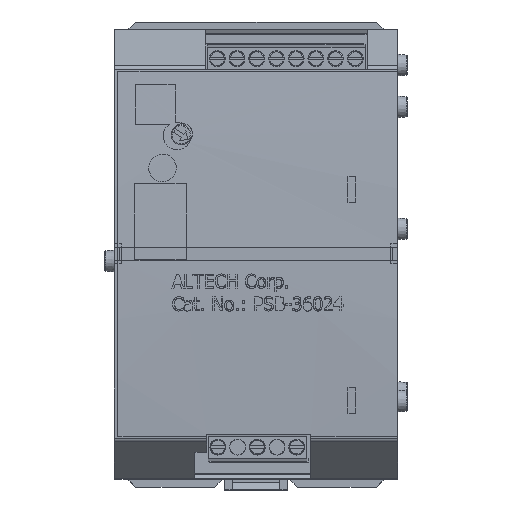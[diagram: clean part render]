
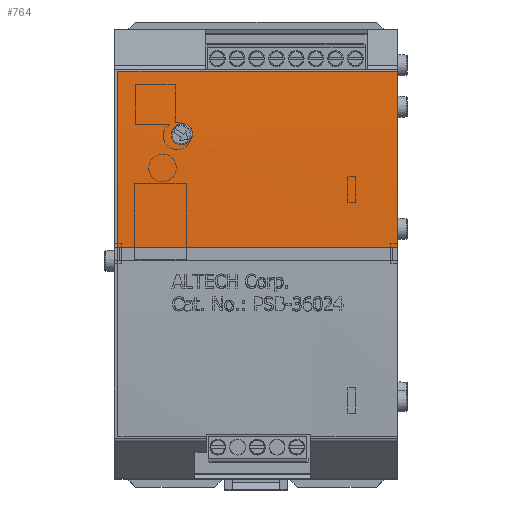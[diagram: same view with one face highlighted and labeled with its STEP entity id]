
A CAD part, top view. The second image highlights one B-rep face of the part: STEP entity #764.
In plain terms, the highlighted cylindrical face has radius 563.879 mm (diameter 1127.76 mm), a partial arc.
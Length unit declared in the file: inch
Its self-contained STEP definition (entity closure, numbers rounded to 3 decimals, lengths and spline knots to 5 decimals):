
#81=CARTESIAN_POINT('',(-0.82527,1.26685,5.20377));
#82=VERTEX_POINT('',#81);
#135=CARTESIAN_POINT('',(-0.69476,1.12094,5.21119));
#136=VERTEX_POINT('',#135);
#143=CARTESIAN_POINT('',(-0.75231,1.29921,5.20199));
#144=VERTEX_POINT('',#143);
#145=CARTESIAN_POINT('',(-0.75231,1.29921,5.20199));
#146=CARTESIAN_POINT('',(-0.73995,1.29921,5.20199));
#147=CARTESIAN_POINT('',(-0.72677,1.29674,5.20213));
#148=CARTESIAN_POINT('',(-0.70253,1.2867,5.20269));
#149=CARTESIAN_POINT('',(-0.69147,1.27913,5.2031));
#150=CARTESIAN_POINT('',(-0.67399,1.26166,5.20405));
#151=CARTESIAN_POINT('',(-0.66641,1.25059,5.20465));
#152=CARTESIAN_POINT('',(-0.65636,1.22633,5.20593));
#153=CARTESIAN_POINT('',(-0.65389,1.21315,5.20661));
#154=CARTESIAN_POINT('',(-0.65389,1.18843,5.20788));
#155=CARTESIAN_POINT('',(-0.65636,1.17525,5.20854));
#156=CARTESIAN_POINT('',(-0.6664,1.15099,5.20974));
#157=CARTESIAN_POINT('',(-0.67398,1.13992,5.21028));
#158=CARTESIAN_POINT('',(-0.68637,1.12753,5.21087));
#159=CARTESIAN_POINT('',(-0.6904,1.12408,5.21104));
#160=CARTESIAN_POINT('',(-0.69476,1.12094,5.21119));
#161=B_SPLINE_CURVE_WITH_KNOTS('',3,(#145,#146,#147,#148,#149,#150,#151,#152,#153,#154,#155,#156,#157,#158,#159,#160),.UNSPECIFIED.,.F.,.U.,(4,2,2,2,2,2,2,4),(-1.50773,-1.41357,-1.3194,-1.22509,-1.13078,-1.03649,-0.9422,-0.90295),.UNSPECIFIED.);
#162=EDGE_CURVE('',#144,#136,#161,.T.);
#164=CARTESIAN_POINT('',(-0.82527,1.26685,5.20377));
#165=CARTESIAN_POINT('',(-0.82416,1.26807,5.2037));
#166=CARTESIAN_POINT('',(-0.82303,1.26926,5.20364));
#167=CARTESIAN_POINT('',(-0.81315,1.27913,5.2031));
#168=CARTESIAN_POINT('',(-0.80209,1.2867,5.20269));
#169=CARTESIAN_POINT('',(-0.77785,1.29674,5.20213));
#170=CARTESIAN_POINT('',(-0.76467,1.29921,5.20199));
#171=CARTESIAN_POINT('',(-0.75231,1.29921,5.20199));
#172=B_SPLINE_CURVE_WITH_KNOTS('',3,(#164,#165,#166,#167,#168,#169,#170,#171),.UNSPECIFIED.,.F.,.U.,(4,2,2,4),(-0.20069,-0.18833,-0.09417,0.0),.UNSPECIFIED.);
#173=EDGE_CURVE('',#82,#144,#172,.T.);
#693=CARTESIAN_POINT('',(-0.01969,0.06693,-16.96372));
#694=DIRECTION('',(1.0,0.0,0.0));
#695=DIRECTION('',(0.0,0.08,0.997));
#696=AXIS2_PLACEMENT_3D('',#693,#694,#695);
#697=CYLINDRICAL_SURFACE('',#696,22.19994);
#698=CARTESIAN_POINT('',(-1.39764,1.82035,5.16687));
#699=VERTEX_POINT('',#698);
#700=CARTESIAN_POINT('',(-1.39764,0.06693,5.23622));
#701=VERTEX_POINT('',#700);
#702=CARTESIAN_POINT('',(-1.39764,0.06693,-16.96372));
#703=DIRECTION('',(1.0,0.0,0.0));
#704=DIRECTION('',(0.0,0.08,0.997));
#705=AXIS2_PLACEMENT_3D('',#702,#703,#704);
#706=CIRCLE('',#705,22.19994);
#707=EDGE_CURVE('',#699,#701,#706,.T.);
#708=ORIENTED_EDGE('',*,*,#707,.T.);
#709=CARTESIAN_POINT('',(1.39231,0.06693,5.23622));
#710=VERTEX_POINT('',#709);
#711=CARTESIAN_POINT('',(1.39231,0.06693,5.23622));
#712=DIRECTION('',(-1.0,0.0,0.0));
#713=VECTOR('',#712,2.78994);
#714=LINE('',#711,#713);
#715=EDGE_CURVE('',#710,#701,#714,.T.);
#716=ORIENTED_EDGE('',*,*,#715,.F.);
#717=CARTESIAN_POINT('',(1.39231,1.82035,5.16687));
#718=VERTEX_POINT('',#717);
#719=CARTESIAN_POINT('',(1.39231,0.06693,-16.96372));
#720=DIRECTION('',(-1.0,0.0,0.0));
#721=DIRECTION('',(0.0,0.08,0.997));
#722=AXIS2_PLACEMENT_3D('',#719,#720,#721);
#723=CIRCLE('',#722,22.19994);
#724=EDGE_CURVE('',#710,#718,#723,.T.);
#725=ORIENTED_EDGE('',*,*,#724,.T.);
#726=CARTESIAN_POINT('',(1.39231,1.82035,5.16687));
#727=DIRECTION('',(-1.0,0.0,0.0));
#728=VECTOR('',#727,2.78994);
#729=LINE('',#726,#728);
#730=EDGE_CURVE('',#718,#699,#729,.T.);
#731=ORIENTED_EDGE('',*,*,#730,.T.);
#732=EDGE_LOOP('',(#708,#716,#725,#731));
#733=FACE_OUTER_BOUND('',#732,.T.);
#734=CARTESIAN_POINT('',(-0.82527,1.26685,5.20377));
#735=CARTESIAN_POINT('',(-0.82962,1.26372,5.20394));
#736=CARTESIAN_POINT('',(-0.83365,1.26026,5.20412));
#737=CARTESIAN_POINT('',(-0.84604,1.24788,5.20479));
#738=CARTESIAN_POINT('',(-0.85362,1.23681,5.20538));
#739=CARTESIAN_POINT('',(-0.86367,1.21255,5.20664));
#740=CARTESIAN_POINT('',(-0.86614,1.19937,5.20732));
#741=CARTESIAN_POINT('',(-0.86614,1.17465,5.20857));
#742=CARTESIAN_POINT('',(-0.86367,1.16147,5.20923));
#743=CARTESIAN_POINT('',(-0.85362,1.13721,5.21041));
#744=CARTESIAN_POINT('',(-0.84604,1.12614,5.21094));
#745=CARTESIAN_POINT('',(-0.82856,1.10866,5.21177));
#746=CARTESIAN_POINT('',(-0.8175,1.10109,5.21212));
#747=CARTESIAN_POINT('',(-0.79325,1.09105,5.21259));
#748=CARTESIAN_POINT('',(-0.78007,1.08858,5.2127));
#749=CARTESIAN_POINT('',(-0.76772,1.08858,5.2127));
#750=CARTESIAN_POINT('',(-0.75536,1.08858,5.2127));
#751=CARTESIAN_POINT('',(-0.74217,1.09105,5.21259));
#752=CARTESIAN_POINT('',(-0.71792,1.1011,5.21212));
#753=CARTESIAN_POINT('',(-0.70686,1.10867,5.21177));
#754=CARTESIAN_POINT('',(-0.69698,1.11855,5.2113));
#755=CARTESIAN_POINT('',(-0.69586,1.11973,5.21124));
#756=CARTESIAN_POINT('',(-0.69476,1.12094,5.21119));
#757=B_SPLINE_CURVE_WITH_KNOTS('',3,(#734,#735,#736,#737,#738,#739,#740,#741,#742,#743,#744,#745,#746,#747,#748,#749,#750,#751,#752,#753,#754,#755,#756),.UNSPECIFIED.,.F.,.U.,(4,2,2,2,2,2,2,3,2,2,4),(0.90295,0.94219,1.03649,1.1308,1.22509,1.31938,1.41355,1.50771,1.6019,1.6961,1.70838),.UNSPECIFIED.);
#758=EDGE_CURVE('',#82,#136,#757,.T.);
#759=ORIENTED_EDGE('',*,*,#758,.F.);
#760=ORIENTED_EDGE('',*,*,#173,.T.);
#761=ORIENTED_EDGE('',*,*,#162,.T.);
#762=EDGE_LOOP('',(#759,#760,#761));
#763=FACE_BOUND('',#762,.T.);
#764=ADVANCED_FACE('',(#733,#763),#697,.T.);
